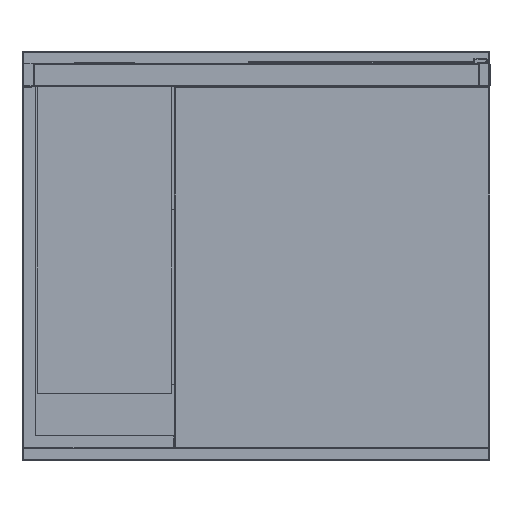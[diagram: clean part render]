
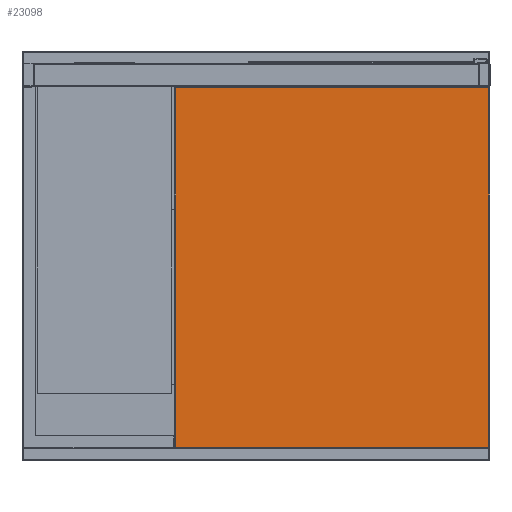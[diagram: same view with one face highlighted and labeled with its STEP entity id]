
A CAD part, front view. The second image highlights one B-rep face of the part: STEP entity #23098.
In plain terms, the highlighted planar face has unit normal (0, -1, 0).
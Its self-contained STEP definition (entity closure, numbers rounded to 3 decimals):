
#767 = VERTEX_POINT ( 'NONE', #16410 ) ;
#1110 = VERTEX_POINT ( 'NONE', #9812 ) ;
#3052 = VERTEX_POINT ( 'NONE', #14251 ) ;
#3586 = EDGE_CURVE ( 'NONE', #1110, #10734, #5452, .T. ) ;
#3599 = CARTESIAN_POINT ( 'NONE',  ( 268., -380., -658. ) ) ;
#3751 = EDGE_CURVE ( 'NONE', #10734, #767, #12889, .T. ) ;
#5361 = DIRECTION ( 'NONE',  ( 0., 0., -1. ) ) ;
#5452 = LINE ( 'NONE', #27353, #30286 ) ;
#5508 = AXIS2_PLACEMENT_3D ( 'NONE', #33877, #28515, #23436 ) ;
#5515 = ORIENTED_EDGE ( 'NONE', *, *, #3586, .T. ) ;
#5701 = ORIENTED_EDGE ( 'NONE', *, *, #20691, .T. ) ;
#8407 = DIRECTION ( 'NONE',  ( -1., 0., 0. ) ) ;
#9094 = CARTESIAN_POINT ( 'NONE',  ( -270., -380., -42. ) ) ;
#9812 = CARTESIAN_POINT ( 'NONE',  ( -268., -380., -658. ) ) ;
#10734 = VERTEX_POINT ( 'NONE', #3599 ) ;
#12889 = LINE ( 'NONE', #15671, #31019 ) ;
#13975 = VECTOR ( 'NONE', #8407, 1000. ) ;
#14251 = CARTESIAN_POINT ( 'NONE',  ( -268., -380., -42. ) ) ;
#15671 = CARTESIAN_POINT ( 'NONE',  ( 268., -380., -660. ) ) ;
#16410 = CARTESIAN_POINT ( 'NONE',  ( 268., -380., -42. ) ) ;
#17957 = DIRECTION ( 'NONE',  ( 0., 0., 1. ) ) ;
#20691 = EDGE_CURVE ( 'NONE', #3052, #1110, #31936, .T. ) ;
#20831 = FACE_OUTER_BOUND ( 'NONE', #25099, .T. ) ;
#23098 = ADVANCED_FACE ( 'Fl�che8', ( #20831 ), #26042, .T. ) ;
#23436 = DIRECTION ( 'NONE',  ( 0., 0., -1. ) ) ;
#25099 = EDGE_LOOP ( 'NONE', ( #33055, #5701, #5515, #31242 ) ) ;
#25525 = EDGE_CURVE ( 'NONE', #767, #3052, #29265, .T. ) ;
#26042 = PLANE ( 'NONE',  #5508 ) ;
#27353 = CARTESIAN_POINT ( 'NONE',  ( -270., -380., -658. ) ) ;
#28515 = DIRECTION ( 'NONE',  ( 0., -1., 0. ) ) ;
#29178 = CARTESIAN_POINT ( 'NONE',  ( -268., -380., -660. ) ) ;
#29265 = LINE ( 'NONE', #9094, #13975 ) ;
#30286 = VECTOR ( 'NONE', #32549, 1000. ) ;
#31016 = VECTOR ( 'NONE', #5361, 1000. ) ;
#31019 = VECTOR ( 'NONE', #17957, 1000. ) ;
#31242 = ORIENTED_EDGE ( 'NONE', *, *, #3751, .T. ) ;
#31936 = LINE ( 'NONE', #29178, #31016 ) ;
#32549 = DIRECTION ( 'NONE',  ( 1., 0., 0. ) ) ;
#33055 = ORIENTED_EDGE ( 'NONE', *, *, #25525, .T. ) ;
#33877 = CARTESIAN_POINT ( 'NONE',  ( -270., -380., -660. ) ) ;
